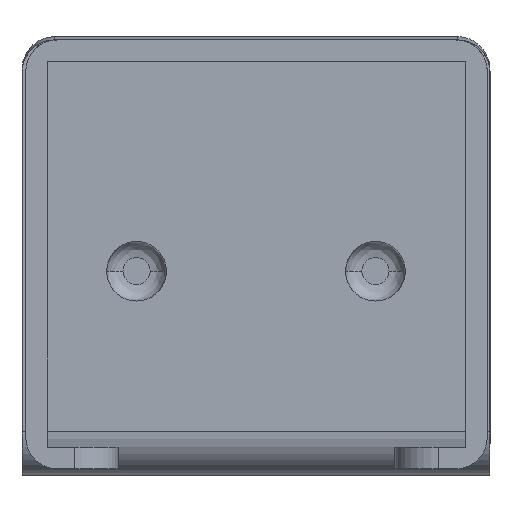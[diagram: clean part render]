
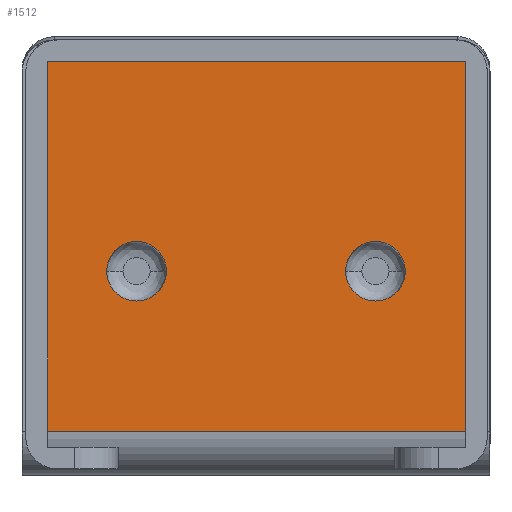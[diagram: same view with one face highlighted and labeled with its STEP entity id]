
A CAD part, left-side view. The second image highlights one B-rep face of the part: STEP entity #1512.
In plain terms, the highlighted planar face has unit normal (-1, 0, 0).
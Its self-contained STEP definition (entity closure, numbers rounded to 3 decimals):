
#210 = CARTESIAN_POINT ( 'NONE',  ( -16.29, -19.3, -2. ) ) ;
#225 = FACE_BOUND ( 'NONE', #803, .T. ) ;
#278 = CARTESIAN_POINT ( 'NONE',  ( -16.29, -11., -21.3 ) ) ;
#306 = VERTEX_POINT ( 'NONE', #1697 ) ;
#317 = DIRECTION ( 'NONE',  ( 1., 0., 0. ) ) ;
#329 = AXIS2_PLACEMENT_3D ( 'NONE', #278, #3485, #3176 ) ;
#337 = VERTEX_POINT ( 'NONE', #1769 ) ;
#338 = CIRCLE ( 'NONE', #3271, 2.75 ) ;
#400 = VERTEX_POINT ( 'NONE', #1786 ) ;
#415 = ORIENTED_EDGE ( 'NONE', *, *, #1962, .F. ) ;
#503 = LINE ( 'NONE', #1392, #3138 ) ;
#518 = ORIENTED_EDGE ( 'NONE', *, *, #1577, .T. ) ;
#595 = ORIENTED_EDGE ( 'NONE', *, *, #2748, .T. ) ;
#650 = EDGE_CURVE ( 'NONE', #2344, #306, #1935, .T. ) ;
#653 = CARTESIAN_POINT ( 'NONE',  ( -16.29, 19.2, -36.1 ) ) ;
#715 = CARTESIAN_POINT ( 'NONE',  ( -16.29, -11., -21.3 ) ) ;
#745 = VECTOR ( 'NONE', #1256, 1000. ) ;
#802 = CARTESIAN_POINT ( 'NONE',  ( -16.29, -21.55, -38. ) ) ;
#803 = EDGE_LOOP ( 'NONE', ( #595, #518 ) ) ;
#813 = EDGE_CURVE ( 'NONE', #3239, #1712, #3751, .T. ) ;
#859 = DIRECTION ( 'NONE',  ( 0., 1., 0. ) ) ;
#896 = VECTOR ( 'NONE', #1053, 1000. ) ;
#930 = DIRECTION ( 'NONE',  ( 1., 0., 0. ) ) ;
#1005 = AXIS2_PLACEMENT_3D ( 'NONE', #715, #3312, #1832 ) ;
#1053 = DIRECTION ( 'NONE',  ( 0., -1., 0. ) ) ;
#1063 = DIRECTION ( 'NONE',  ( 0., 0., 1. ) ) ;
#1074 = EDGE_LOOP ( 'NONE', ( #3608, #2018 ) ) ;
#1231 = LINE ( 'NONE', #653, #745 ) ;
#1256 = DIRECTION ( 'NONE',  ( 0., 0., 1. ) ) ;
#1369 = CIRCLE ( 'NONE', #329, 2.75 ) ;
#1376 = FACE_OUTER_BOUND ( 'NONE', #2496, .T. ) ;
#1390 = EDGE_CURVE ( 'NONE', #2941, #400, #2104, .T. ) ;
#1392 = CARTESIAN_POINT ( 'NONE',  ( -16.29, -19.3, -2. ) ) ;
#1512 = ADVANCED_FACE ( 'NONE', ( #2258, #225, #1376 ), #3670, .T. ) ;
#1571 = EDGE_CURVE ( 'NONE', #3239, #306, #503, .T. ) ;
#1577 = EDGE_CURVE ( 'NONE', #2087, #337, #338, .T. ) ;
#1597 = CARTESIAN_POINT ( 'NONE',  ( -16.29, 19.2, -2. ) ) ;
#1697 = CARTESIAN_POINT ( 'NONE',  ( -16.29, -19.3, -36.1 ) ) ;
#1712 = VERTEX_POINT ( 'NONE', #1597 ) ;
#1744 = ORIENTED_EDGE ( 'NONE', *, *, #650, .T. ) ;
#1769 = CARTESIAN_POINT ( 'NONE',  ( -16.29, 8.25, -21.3 ) ) ;
#1786 = CARTESIAN_POINT ( 'NONE',  ( -16.29, -13.75, -21.3 ) ) ;
#1832 = DIRECTION ( 'NONE',  ( 0., 1., 0. ) ) ;
#1834 = CARTESIAN_POINT ( 'NONE',  ( -16.29, 13.75, -21.3 ) ) ;
#1894 = AXIS2_PLACEMENT_3D ( 'NONE', #3562, #930, #2968 ) ;
#1935 = LINE ( 'NONE', #3678, #896 ) ;
#1943 = ORIENTED_EDGE ( 'NONE', *, *, #813, .T. ) ;
#1962 = EDGE_CURVE ( 'NONE', #2344, #1712, #1231, .T. ) ;
#2018 = ORIENTED_EDGE ( 'NONE', *, *, #1390, .T. ) ;
#2087 = VERTEX_POINT ( 'NONE', #1834 ) ;
#2092 = CARTESIAN_POINT ( 'NONE',  ( -16.29, 11., -21.3 ) ) ;
#2104 = CIRCLE ( 'NONE', #1005, 2.75 ) ;
#2128 = VECTOR ( 'NONE', #2244, 1000. ) ;
#2175 = CARTESIAN_POINT ( 'NONE',  ( -16.29, -8.25, -21.3 ) ) ;
#2244 = DIRECTION ( 'NONE',  ( 0., 1., 0. ) ) ;
#2258 = FACE_BOUND ( 'NONE', #1074, .T. ) ;
#2281 = AXIS2_PLACEMENT_3D ( 'NONE', #802, #3457, #1063 ) ;
#2344 = VERTEX_POINT ( 'NONE', #2780 ) ;
#2412 = EDGE_CURVE ( 'NONE', #400, #2941, #1369, .T. ) ;
#2449 = CIRCLE ( 'NONE', #1894, 2.75 ) ;
#2496 = EDGE_LOOP ( 'NONE', ( #1943, #415, #1744, #3403 ) ) ;
#2748 = EDGE_CURVE ( 'NONE', #337, #2087, #2449, .T. ) ;
#2780 = CARTESIAN_POINT ( 'NONE',  ( -16.29, 19.2, -36.1 ) ) ;
#2941 = VERTEX_POINT ( 'NONE', #2175 ) ;
#2968 = DIRECTION ( 'NONE',  ( 0., -1., 0. ) ) ;
#3138 = VECTOR ( 'NONE', #3493, 1000. ) ;
#3176 = DIRECTION ( 'NONE',  ( 0., -1., 0. ) ) ;
#3239 = VERTEX_POINT ( 'NONE', #3367 ) ;
#3271 = AXIS2_PLACEMENT_3D ( 'NONE', #2092, #317, #859 ) ;
#3312 = DIRECTION ( 'NONE',  ( 1., 0., 0. ) ) ;
#3367 = CARTESIAN_POINT ( 'NONE',  ( -16.29, -19.3, -2. ) ) ;
#3403 = ORIENTED_EDGE ( 'NONE', *, *, #1571, .F. ) ;
#3457 = DIRECTION ( 'NONE',  ( -1., 0., 0. ) ) ;
#3485 = DIRECTION ( 'NONE',  ( 1., 0., 0. ) ) ;
#3493 = DIRECTION ( 'NONE',  ( 0., 0., -1. ) ) ;
#3562 = CARTESIAN_POINT ( 'NONE',  ( -16.29, 11., -21.3 ) ) ;
#3608 = ORIENTED_EDGE ( 'NONE', *, *, #2412, .T. ) ;
#3670 = PLANE ( 'NONE',  #2281 ) ;
#3678 = CARTESIAN_POINT ( 'NONE',  ( -16.29, 19.2, -36.1 ) ) ;
#3751 = LINE ( 'NONE', #210, #2128 ) ;
